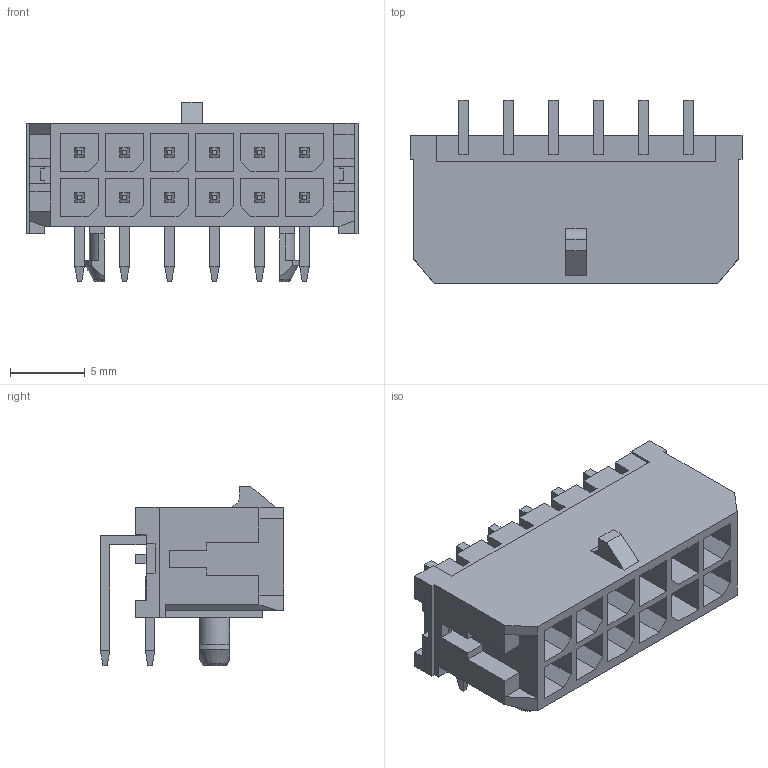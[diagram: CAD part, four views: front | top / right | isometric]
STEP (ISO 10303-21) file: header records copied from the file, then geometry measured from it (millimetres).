
FILE_DESCRIPTION(('FreeCAD Model'),'2;1');
FILE_NAME('parts/3DModels/Microfit3_Header_02x06_Angled_OEM/Microfit3_Header_02x06_Angled_OEM006.step', '2018-01-06T04:41:44',('kicad StepUp'),('ksu MCAD'), 'Open CASCADE STEP processor 6.8','FreeCAD','Unknown');
FILE_SCHEMA(('AUTOMOTIVE_DESIGN_CC2 { 1 2 10303 214 -1 1 5 4 }'));
Length unit declared in the file: millimetre
Products named in the file (1): Microfit3_Header_02x06_Angled_OEM006
Bounding box: 22.15 x 12.24 x 11.95 mm (x, y, z)
Volume: 913.6 mm3; surface area: 2150.1 mm2
Topology: 1 solids, 1 shells, 559 faces, 1427 edges, 929 vertices
Faces by surface type: plane 550, cylinder 5, cone 2, torus 2
Entity records: 16566 total; most frequent: CARTESIAN_POINT 3012, ORIENTED_EDGE 2792, DIRECTION 2579, EDGE_CURVE 1396, LINE 1371, VECTOR 1371, VERTEX_POINT 867, AXIS2_PLACEMENT_3D 604
